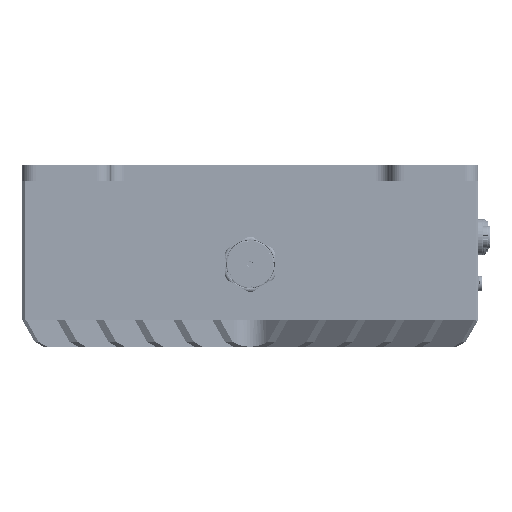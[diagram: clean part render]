
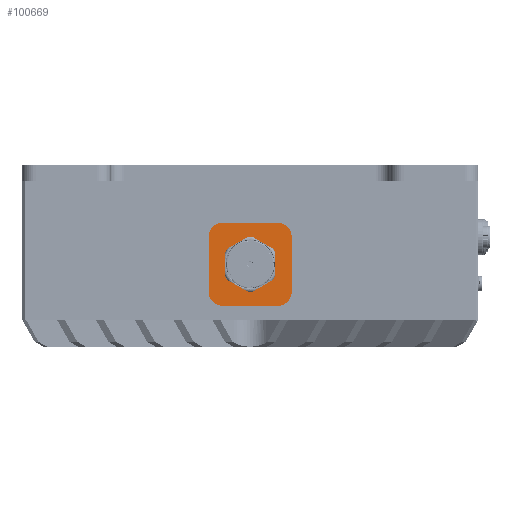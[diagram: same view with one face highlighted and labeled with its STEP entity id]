
A CAD part, left-side view. The second image highlights one B-rep face of the part: STEP entity #100669.
In plain terms, the highlighted planar face has unit normal (-1, 0, 0).
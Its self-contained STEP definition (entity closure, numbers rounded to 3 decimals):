
#658=FACE_BOUND('',#12884,.T.);
#3122=PLANE('',#108535);
#7296=FACE_OUTER_BOUND('',#12883,.T.);
#12883=EDGE_LOOP('',(#74816,#74817,#74818,#74819,#74820,#74821,#74822,#74823));
#12884=EDGE_LOOP('',(#74824,#74825,#74826,#74827,#74828,#74829,#74830,#74831,
#74832,#74833,#74834,#74835));
#18451=CIRCLE('',#108521,5.);
#18453=CIRCLE('',#108525,5.);
#18455=CIRCLE('',#108529,5.);
#18457=CIRCLE('',#108533,5.);
#18459=CIRCLE('',#108536,10.);
#18460=CIRCLE('',#108537,10.);
#18461=CIRCLE('',#108538,10.);
#18462=CIRCLE('',#108539,10.);
#18463=CIRCLE('',#108540,10.);
#18464=CIRCLE('',#108541,10.);
#26189=LINE('',#172266,#33427);
#26195=LINE('',#172281,#33433);
#26199=LINE('',#172293,#33437);
#26203=LINE('',#172305,#33441);
#26204=LINE('',#172312,#33442);
#26205=LINE('',#172316,#33443);
#26206=LINE('',#172320,#33444);
#26207=LINE('',#172324,#33445);
#26208=LINE('',#172328,#33446);
#26209=LINE('',#172332,#33447);
#33427=VECTOR('',#126436,10.);
#33433=VECTOR('',#126450,10.);
#33437=VECTOR('',#126462,10.);
#33441=VECTOR('',#126474,10.);
#33442=VECTOR('',#126483,10.);
#33443=VECTOR('',#126486,10.);
#33444=VECTOR('',#126489,10.);
#33445=VECTOR('',#126492,10.);
#33446=VECTOR('',#126495,10.);
#33447=VECTOR('',#126498,10.);
#41825=VERTEX_POINT('',#172262);
#41827=VERTEX_POINT('',#172265);
#41829=VERTEX_POINT('',#172271);
#41832=VERTEX_POINT('',#172278);
#41833=VERTEX_POINT('',#172283);
#41836=VERTEX_POINT('',#172290);
#41837=VERTEX_POINT('',#172295);
#41840=VERTEX_POINT('',#172302);
#41841=VERTEX_POINT('',#172310);
#41842=VERTEX_POINT('',#172311);
#41843=VERTEX_POINT('',#172313);
#41844=VERTEX_POINT('',#172315);
#41845=VERTEX_POINT('',#172317);
#41846=VERTEX_POINT('',#172319);
#41847=VERTEX_POINT('',#172321);
#41848=VERTEX_POINT('',#172323);
#41849=VERTEX_POINT('',#172325);
#41850=VERTEX_POINT('',#172327);
#41851=VERTEX_POINT('',#172329);
#41852=VERTEX_POINT('',#172331);
#53720=EDGE_CURVE('',#41827,#41825,#26189,.T.);
#53723=EDGE_CURVE('',#41829,#41827,#18451,.T.);
#53728=EDGE_CURVE('',#41832,#41829,#26195,.T.);
#53729=EDGE_CURVE('',#41833,#41832,#18453,.T.);
#53734=EDGE_CURVE('',#41836,#41833,#26199,.T.);
#53735=EDGE_CURVE('',#41837,#41836,#18455,.T.);
#53740=EDGE_CURVE('',#41840,#41837,#26203,.T.);
#53741=EDGE_CURVE('',#41825,#41840,#18457,.T.);
#53743=EDGE_CURVE('',#41841,#41842,#26204,.T.);
#53744=EDGE_CURVE('',#41842,#41843,#18459,.T.);
#53745=EDGE_CURVE('',#41843,#41844,#26205,.T.);
#53746=EDGE_CURVE('',#41844,#41845,#18460,.T.);
#53747=EDGE_CURVE('',#41845,#41846,#26206,.T.);
#53748=EDGE_CURVE('',#41846,#41847,#18461,.T.);
#53749=EDGE_CURVE('',#41847,#41848,#26207,.T.);
#53750=EDGE_CURVE('',#41848,#41849,#18462,.T.);
#53751=EDGE_CURVE('',#41849,#41850,#26208,.T.);
#53752=EDGE_CURVE('',#41850,#41851,#18463,.T.);
#53753=EDGE_CURVE('',#41851,#41852,#26209,.T.);
#53754=EDGE_CURVE('',#41852,#41841,#18464,.T.);
#74816=ORIENTED_EDGE('',*,*,#53741,.T.);
#74817=ORIENTED_EDGE('',*,*,#53740,.T.);
#74818=ORIENTED_EDGE('',*,*,#53735,.T.);
#74819=ORIENTED_EDGE('',*,*,#53734,.T.);
#74820=ORIENTED_EDGE('',*,*,#53729,.T.);
#74821=ORIENTED_EDGE('',*,*,#53728,.T.);
#74822=ORIENTED_EDGE('',*,*,#53723,.T.);
#74823=ORIENTED_EDGE('',*,*,#53720,.T.);
#74824=ORIENTED_EDGE('',*,*,#53743,.T.);
#74825=ORIENTED_EDGE('',*,*,#53744,.T.);
#74826=ORIENTED_EDGE('',*,*,#53745,.T.);
#74827=ORIENTED_EDGE('',*,*,#53746,.T.);
#74828=ORIENTED_EDGE('',*,*,#53747,.T.);
#74829=ORIENTED_EDGE('',*,*,#53748,.T.);
#74830=ORIENTED_EDGE('',*,*,#53749,.T.);
#74831=ORIENTED_EDGE('',*,*,#53750,.T.);
#74832=ORIENTED_EDGE('',*,*,#53751,.T.);
#74833=ORIENTED_EDGE('',*,*,#53752,.T.);
#74834=ORIENTED_EDGE('',*,*,#53753,.T.);
#74835=ORIENTED_EDGE('',*,*,#53754,.T.);
#100669=ADVANCED_FACE('',(#7296,#658),#3122,.F.);
#108521=AXIS2_PLACEMENT_3D('',#172272,#126441,#126442);
#108525=AXIS2_PLACEMENT_3D('',#172284,#126453,#126454);
#108529=AXIS2_PLACEMENT_3D('',#172296,#126465,#126466);
#108533=AXIS2_PLACEMENT_3D('',#172307,#126477,#126478);
#108535=AXIS2_PLACEMENT_3D('',#172309,#126481,#126482);
#108536=AXIS2_PLACEMENT_3D('',#172314,#126484,#126485);
#108537=AXIS2_PLACEMENT_3D('',#172318,#126487,#126488);
#108538=AXIS2_PLACEMENT_3D('',#172322,#126490,#126491);
#108539=AXIS2_PLACEMENT_3D('',#172326,#126493,#126494);
#108540=AXIS2_PLACEMENT_3D('',#172330,#126496,#126497);
#108541=AXIS2_PLACEMENT_3D('',#172333,#126499,#126500);
#126436=DIRECTION('',(0.,0.,-1.));
#126441=DIRECTION('center_axis',(-1.,0.,0.));
#126442=DIRECTION('ref_axis',(0.,0.707,0.707));
#126450=DIRECTION('',(0.,1.,0.));
#126453=DIRECTION('center_axis',(-1.,0.,0.));
#126454=DIRECTION('ref_axis',(0.,-0.707,0.707));
#126462=DIRECTION('',(0.,0.,1.));
#126465=DIRECTION('center_axis',(-1.,0.,0.));
#126466=DIRECTION('ref_axis',(0.,-0.707,-0.707));
#126474=DIRECTION('',(0.,-1.,0.));
#126477=DIRECTION('center_axis',(-1.,0.,0.));
#126478=DIRECTION('ref_axis',(0.,0.707,-0.707));
#126481=DIRECTION('center_axis',(1.,0.,0.));
#126482=DIRECTION('ref_axis',(0.,0.,-1.));
#126483=DIRECTION('',(0.,0.,1.));
#126484=DIRECTION('center_axis',(1.,0.,0.));
#126485=DIRECTION('ref_axis',(0.,0.,
1.));
#126486=DIRECTION('',(0.,-0.866,0.5));
#126487=DIRECTION('center_axis',(1.,0.,0.));
#126488=DIRECTION('ref_axis',(0.,0.,
1.));
#126489=DIRECTION('',(0.,-0.866,-0.5));
#126490=DIRECTION('center_axis',(1.,0.,0.));
#126491=DIRECTION('ref_axis',(0.,0.,
1.));
#126492=DIRECTION('',(0.,0.,-1.));
#126493=DIRECTION('center_axis',(1.,0.,0.));
#126494=DIRECTION('ref_axis',(0.,0.,
1.));
#126495=DIRECTION('',(0.,0.866,-0.5));
#126496=DIRECTION('center_axis',(1.,0.,0.));
#126497=DIRECTION('ref_axis',(0.,0.,
1.));
#126498=DIRECTION('',(0.,0.866,0.5));
#126499=DIRECTION('center_axis',(1.,0.,0.));
#126500=DIRECTION('ref_axis',(0.,0.,
1.));
#172262=CARTESIAN_POINT('',(-91.5,15.,10.));
#172265=CARTESIAN_POINT('',(-91.5,15.,30.));
#172266=CARTESIAN_POINT('',(-91.5,15.,5.));
#172271=CARTESIAN_POINT('',(-91.5,10.,35.));
#172272=CARTESIAN_POINT('Origin',(-91.5,10.,30.));
#172278=CARTESIAN_POINT('',(-91.5,-10.,35.));
#172281=CARTESIAN_POINT('',(-91.5,15.,35.));
#172283=CARTESIAN_POINT('',(-91.5,-15.,30.));
#172284=CARTESIAN_POINT('Origin',(-91.5,-10.,30.));
#172290=CARTESIAN_POINT('',(-91.5,-15.,10.));
#172293=CARTESIAN_POINT('',(-91.5,-15.,35.));
#172295=CARTESIAN_POINT('',(-91.5,-10.,5.));
#172296=CARTESIAN_POINT('Origin',(-91.5,-10.,10.));
#172302=CARTESIAN_POINT('',(-91.5,10.,5.));
#172305=CARTESIAN_POINT('',(-91.5,-15.,5.));
#172307=CARTESIAN_POINT('Origin',(-91.5,10.,10.));
#172309=CARTESIAN_POINT('Origin',(-91.5,0.,20.));
#172310=CARTESIAN_POINT('',(-91.5,9.,15.641));
#172311=CARTESIAN_POINT('',(-91.5,9.,24.359));
#172312=CARTESIAN_POINT('',(-91.5,9.,22.598));
#172313=CARTESIAN_POINT('',(-91.5,8.275,25.615));
#172314=CARTESIAN_POINT('Origin',(-91.5,0.,20.));
#172315=CARTESIAN_POINT('',(-91.5,0.725,29.974));
#172316=CARTESIAN_POINT('',(-91.5,2.25,29.093));
#172317=CARTESIAN_POINT('',(-91.5,-0.725,29.974));
#172318=CARTESIAN_POINT('Origin',(-91.5,0.,20.));
#172319=CARTESIAN_POINT('',(-91.5,-8.275,25.615));
#172320=CARTESIAN_POINT('',(-91.5,-6.75,26.495));
#172321=CARTESIAN_POINT('',(-91.5,-9.,24.359));
#172322=CARTESIAN_POINT('Origin',(-91.5,0.,20.));
#172323=CARTESIAN_POINT('',(-91.5,-9.,15.641));
#172324=CARTESIAN_POINT('',(-91.5,-9.,17.402));
#172325=CARTESIAN_POINT('',(-91.5,-8.275,14.385));
#172326=CARTESIAN_POINT('Origin',(-91.5,0.,20.));
#172327=CARTESIAN_POINT('',(-91.5,-0.725,10.026));
#172328=CARTESIAN_POINT('',(-91.5,-2.25,10.907));
#172329=CARTESIAN_POINT('',(-91.5,0.725,10.026));
#172330=CARTESIAN_POINT('Origin',(-91.5,0.,20.));
#172331=CARTESIAN_POINT('',(-91.5,8.275,14.385));
#172332=CARTESIAN_POINT('',(-91.5,6.75,13.505));
#172333=CARTESIAN_POINT('Origin',(-91.5,0.,20.));
